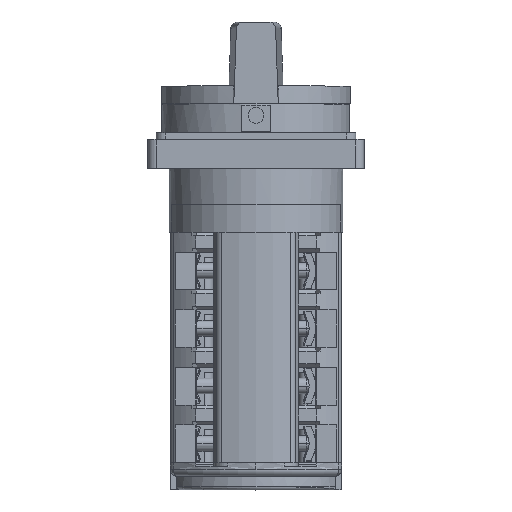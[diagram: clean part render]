
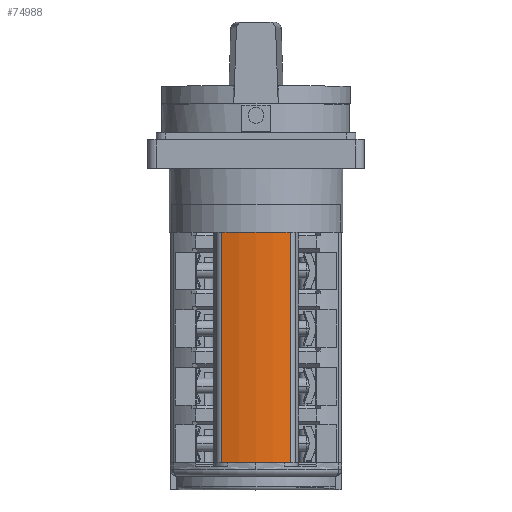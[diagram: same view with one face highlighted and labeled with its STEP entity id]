
A CAD part, top view. The second image highlights one B-rep face of the part: STEP entity #74988.
In plain terms, the highlighted cylindrical face has radius 26 mm (diameter 52 mm), a partial arc.
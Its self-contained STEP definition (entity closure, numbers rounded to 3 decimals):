
#34830=DIRECTION('',(0.,-1.,0.));
#34831=VECTOR('',#34830,51.2);
#34832=CARTESIAN_POINT('',(-7.015,18.368,
18.22));
#34833=LINE('',#34832,#34831);
#34838=DIRECTION('',(0.,-1.,0.));
#34839=VECTOR('',#34838,51.2);
#34840=CARTESIAN_POINT('',(8.173,18.368,18.22));
#34841=LINE('',#34840,#34839);
#43097=CARTESIAN_POINT('',(0.579,-32.832,
-6.647));
#43098=DIRECTION('',(0.,1.,0.));
#43099=DIRECTION('',(-0.292,0.,0.956));
#43100=AXIS2_PLACEMENT_3D('',#43097,#43098,#43099);
#43694=CARTESIAN_POINT('',(0.579,18.368,
-6.647));
#43695=DIRECTION('',(0.,-1.,0.));
#43696=DIRECTION('',(0.292,0.,0.956));
#43697=AXIS2_PLACEMENT_3D('',#43694,#43695,#43696);
#61466=CARTESIAN_POINT('',(8.173,18.368,18.22));
#61467=VERTEX_POINT('',#61466);
#61468=CARTESIAN_POINT('',(-7.015,18.368,
18.22));
#61469=VERTEX_POINT('',#61468);
#68332=CARTESIAN_POINT('',(-7.015,-32.832,
18.22));
#68333=VERTEX_POINT('',#68332);
#68334=CARTESIAN_POINT('',(8.173,-32.832,
18.22));
#68335=VERTEX_POINT('',#68334);
#74974=CARTESIAN_POINT('',(0.579,13.968,
-6.647));
#74975=DIRECTION('',(0.,1.,0.));
#74976=DIRECTION('',(-1.,0.,0.));
#74977=AXIS2_PLACEMENT_3D('',#74974,#74975,#74976);
#74978=CYLINDRICAL_SURFACE('',#74977,26.);
#74980=ORIENTED_EDGE('',*,*,#74979,.T.);
#74982=ORIENTED_EDGE('',*,*,#74981,.F.);
#74983=ORIENTED_EDGE('',*,*,#74957,.F.);
#74985=ORIENTED_EDGE('',*,*,#74984,.F.);
#74986=EDGE_LOOP('',(#74980,#74982,#74983,#74985));
#74987=FACE_OUTER_BOUND('',#74986,.F.);
#43101=CIRCLE('',#43100,26.);
#43698=CIRCLE('',#43697,26.);
#74957=EDGE_CURVE('',#61469,#68333,#34833,.T.);
#74979=EDGE_CURVE('',#61467,#68335,#34841,.T.);
#74981=EDGE_CURVE('',#68333,#68335,#43101,.T.);
#74984=EDGE_CURVE('',#61467,#61469,#43698,.T.);
#74988=ADVANCED_FACE('',(#74987),#74978,.T.);
